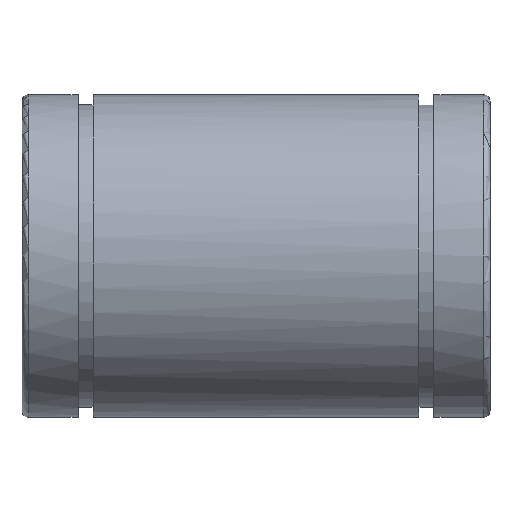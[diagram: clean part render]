
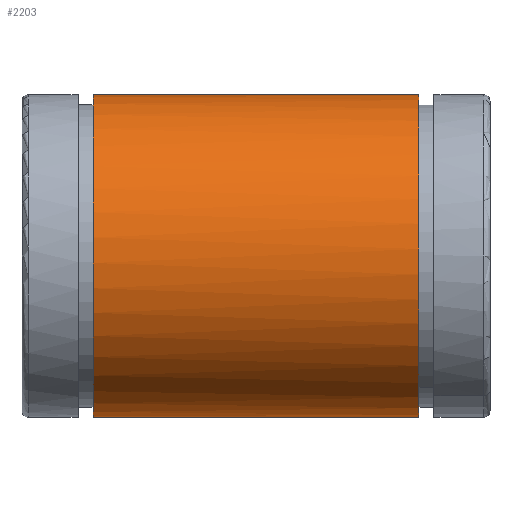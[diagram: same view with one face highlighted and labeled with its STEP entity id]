
A CAD part, front view. The second image highlights one B-rep face of the part: STEP entity #2203.
In plain terms, the highlighted cylindrical face has radius 20 mm (diameter 40 mm), a partial arc.
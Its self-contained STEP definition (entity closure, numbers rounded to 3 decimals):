
#2195=AXIS2_PLACEMENT_3D('Cylinder Axis2P3D',#2192,#2193,#2194) ;
#948=CARTESIAN_POINT('Line Origine',(29.,0.,-20.)) ;
#952=CARTESIAN_POINT('Vertex',(8.8,0.,-20.)) ;
#954=CARTESIAN_POINT('Vertex',(49.2,0.,-20.)) ;
#980=CARTESIAN_POINT('Control Point',(8.8,0.,20.)) ;
#981=CARTESIAN_POINT('Control Point',(8.8,-1.972,20.)) ;
#982=CARTESIAN_POINT('Control Point',(8.8,-3.944,19.757)) ;
#983=CARTESIAN_POINT('Control Point',(8.8,-5.876,19.271)) ;
#984=CARTESIAN_POINT('Control Point',(8.8,-9.58,17.833)) ;
#985=CARTESIAN_POINT('Control Point',(8.8,-12.824,15.539)) ;
#986=CARTESIAN_POINT('Control Point',(8.8,-14.296,14.196)) ;
#987=CARTESIAN_POINT('Control Point',(8.8,-16.878,11.176)) ;
#988=CARTESIAN_POINT('Control Point',(8.8,-18.65,7.62)) ;
#989=CARTESIAN_POINT('Control Point',(8.8,-19.311,5.741)) ;
#990=CARTESIAN_POINT('Control Point',(8.8,-20.157,1.859)) ;
#991=CARTESIAN_POINT('Control Point',(8.8,-20.036,-2.113)) ;
#992=CARTESIAN_POINT('Control Point',(8.8,-19.729,-4.081)) ;
#993=CARTESIAN_POINT('Control Point',(8.8,-18.637,-7.902)) ;
#994=CARTESIAN_POINT('Control Point',(8.8,-16.65,-11.343)) ;
#995=CARTESIAN_POINT('Control Point',(8.8,-15.449,-12.932)) ;
#996=CARTESIAN_POINT('Control Point',(8.8,-12.679,-15.781)) ;
#997=CARTESIAN_POINT('Control Point',(8.8,-9.3,-17.872)) ;
#998=CARTESIAN_POINT('Control Point',(8.8,-7.49,-18.703)) ;
#999=CARTESIAN_POINT('Control Point',(8.8,-4.889,-19.526)) ;
#1000=CARTESIAN_POINT('Control Point',(8.8,-2.205,-19.899)) ;
#1001=CARTESIAN_POINT('Control Point',(8.8,-1.471,-19.966)) ;
#1002=CARTESIAN_POINT('Control Point',(8.8,-0.736,-20.)) ;
#1003=CARTESIAN_POINT('Control Point',(8.8,0.,-20.)) ;
#1004=CARTESIAN_POINT('Vertex',(8.8,0.,20.)) ;
#2022=CARTESIAN_POINT('Vertex',(49.2,0.,20.)) ;
#2026=CARTESIAN_POINT('Control Point',(49.2,0.,-20.)) ;
#2027=CARTESIAN_POINT('Control Point',(49.2,-1.972,-20.)) ;
#2028=CARTESIAN_POINT('Control Point',(49.2,-3.944,-19.757)) ;
#2029=CARTESIAN_POINT('Control Point',(49.2,-5.876,-19.271)) ;
#2030=CARTESIAN_POINT('Control Point',(49.2,-9.58,-17.833)) ;
#2031=CARTESIAN_POINT('Control Point',(49.2,-12.824,-15.539)) ;
#2032=CARTESIAN_POINT('Control Point',(49.2,-14.296,-14.196)) ;
#2033=CARTESIAN_POINT('Control Point',(49.2,-16.878,-11.176)) ;
#2034=CARTESIAN_POINT('Control Point',(49.2,-18.65,-7.62)) ;
#2035=CARTESIAN_POINT('Control Point',(49.2,-19.311,-5.741)) ;
#2036=CARTESIAN_POINT('Control Point',(49.2,-20.157,-1.859)) ;
#2037=CARTESIAN_POINT('Control Point',(49.2,-20.036,2.113)) ;
#2038=CARTESIAN_POINT('Control Point',(49.2,-19.729,4.081)) ;
#2039=CARTESIAN_POINT('Control Point',(49.2,-18.637,7.902)) ;
#2040=CARTESIAN_POINT('Control Point',(49.2,-16.65,11.343)) ;
#2041=CARTESIAN_POINT('Control Point',(49.2,-15.449,12.932)) ;
#2042=CARTESIAN_POINT('Control Point',(49.2,-12.679,15.781)) ;
#2043=CARTESIAN_POINT('Control Point',(49.2,-9.3,17.872)) ;
#2044=CARTESIAN_POINT('Control Point',(49.2,-7.49,18.703)) ;
#2045=CARTESIAN_POINT('Control Point',(49.2,-4.889,19.526)) ;
#2046=CARTESIAN_POINT('Control Point',(49.2,-2.205,19.899)) ;
#2047=CARTESIAN_POINT('Control Point',(49.2,-1.471,19.966)) ;
#2048=CARTESIAN_POINT('Control Point',(49.2,-0.736,20.)) ;
#2049=CARTESIAN_POINT('Control Point',(49.2,0.,20.)) ;
#2062=CARTESIAN_POINT('Line Origine',(29.,0.,20.)) ;
#2192=CARTESIAN_POINT('Axis2P3D Location',(29.,0.,0.)) ;
#949=DIRECTION('Vector Direction',(1.,0.,0.)) ;
#2063=DIRECTION('Vector Direction',(1.,0.,0.)) ;
#2193=DIRECTION('Axis2P3D Direction',(1.,0.,0.)) ;
#2194=DIRECTION('Axis2P3D XDirection',(0.,0.,1.)) ;
#950=VECTOR('Line Direction',#949,1.) ;
#2064=VECTOR('Line Direction',#2063,1.) ;
#2198=ORIENTED_EDGE('',*,*,#956,.T.) ;
#2199=ORIENTED_EDGE('',*,*,#2050,.T.) ;
#2200=ORIENTED_EDGE('',*,*,#2066,.T.) ;
#2201=ORIENTED_EDGE('',*,*,#1006,.T.) ;
#2203=ADVANCED_FACE('',(#2202),#2196,.T.) ;
#979=B_SPLINE_CURVE_WITH_KNOTS('',5,(#980,#981,#982,#983,#984,#985,#986,#987,#988,#989,#990,#991,#992,#993,#994,#995,#996,#997,#998,#999,#1000,#1001,#1002,#1003),.UNSPECIFIED.,.F.,.U.,(6,3,3,3,3,3,3,6),(0.,13.943,27.885,41.828,55.77,69.713,83.656,88.857),.UNSPECIFIED.) ;
#2025=B_SPLINE_CURVE_WITH_KNOTS('',5,(#2026,#2027,#2028,#2029,#2030,#2031,#2032,#2033,#2034,#2035,#2036,#2037,#2038,#2039,#2040,#2041,#2042,#2043,#2044,#2045,#2046,#2047,#2048,#2049),.UNSPECIFIED.,.F.,.U.,(6,3,3,3,3,3,3,6),(0.,13.943,27.885,41.828,55.77,69.713,83.656,88.857),.UNSPECIFIED.) ;
#2196=CYLINDRICAL_SURFACE('generated cylinder',#2195,20.) ;
#956=EDGE_CURVE('',#953,#955,#951,.T.) ;
#1006=EDGE_CURVE('',#1005,#953,#979,.T.) ;
#2050=EDGE_CURVE('',#955,#2023,#2025,.T.) ;
#2066=EDGE_CURVE('',#2023,#1005,#2065,.F.) ;
#2197=EDGE_LOOP('',(#2198,#2199,#2200,#2201)) ;
#2202=FACE_OUTER_BOUND('',#2197,.T.) ;
#951=LINE('Line',#948,#950) ;
#2065=LINE('Line',#2062,#2064) ;
#953=VERTEX_POINT('',#952) ;
#955=VERTEX_POINT('',#954) ;
#1005=VERTEX_POINT('',#1004) ;
#2023=VERTEX_POINT('',#2022) ;
